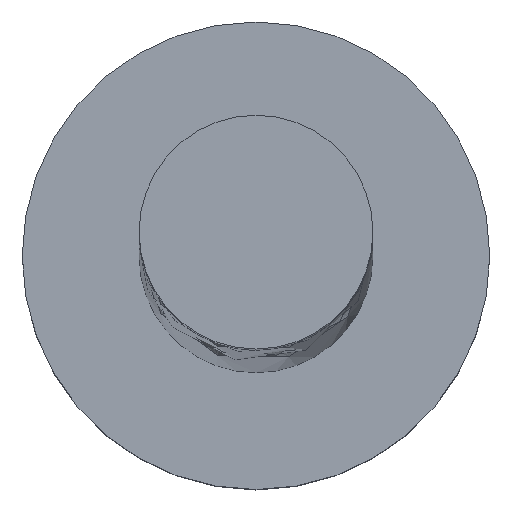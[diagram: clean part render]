
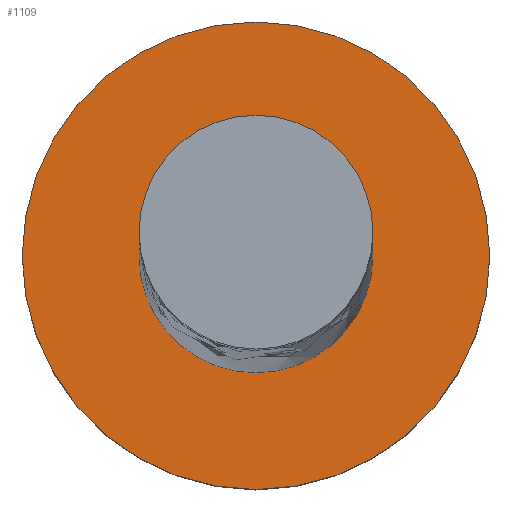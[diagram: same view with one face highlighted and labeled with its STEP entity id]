
A CAD part, top view. The second image highlights one B-rep face of the part: STEP entity #1109.
In plain terms, the highlighted planar face has unit normal (0, 0, 1).
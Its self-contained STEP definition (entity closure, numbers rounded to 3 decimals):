
#10 = DIRECTION ( 'NONE',  ( 0., 0., 1. ) ) ;
#29 = CARTESIAN_POINT ( 'NONE',  ( 1.5, 0., 3. ) ) ;
#62 = EDGE_CURVE ( 'NONE', #969, #1489, #670, .T. ) ;
#188 = AXIS2_PLACEMENT_3D ( 'NONE', #1434, #933, #1188 ) ;
#201 = ORIENTED_EDGE ( 'NONE', *, *, #62, .F. ) ;
#288 = CARTESIAN_POINT ( 'NONE',  ( 0., 0., 3. ) ) ;
#327 = AXIS2_PLACEMENT_3D ( 'NONE', #288, #1325, #1318 ) ;
#372 = VERTEX_POINT ( 'NONE', #815 ) ;
#394 = DIRECTION ( 'NONE',  ( 1., 0., 0. ) ) ;
#430 = EDGE_CURVE ( 'NONE', #372, #568, #978, .T. ) ;
#442 = AXIS2_PLACEMENT_3D ( 'NONE', #988, #868, #932 ) ;
#443 = ORIENTED_EDGE ( 'NONE', *, *, #1126, .F. ) ;
#489 = FACE_BOUND ( 'NONE', #1588, .T. ) ;
#568 = VERTEX_POINT ( 'NONE', #802 ) ;
#592 = CIRCLE ( 'NONE', #442, 1.5 ) ;
#670 = CIRCLE ( 'NONE', #1006, 1.5 ) ;
#726 = AXIS2_PLACEMENT_3D ( 'NONE', #1136, #10, #394 ) ;
#737 = CARTESIAN_POINT ( 'NONE',  ( -1.5, 0., 3. ) ) ;
#757 = PLANE ( 'NONE',  #726 ) ;
#802 = CARTESIAN_POINT ( 'NONE',  ( 3., 0., 3. ) ) ;
#815 = CARTESIAN_POINT ( 'NONE',  ( -3., 0., 3. ) ) ;
#868 = DIRECTION ( 'NONE',  ( 0., 0., 1. ) ) ;
#930 = DIRECTION ( 'NONE',  ( 0., 0., 1. ) ) ;
#932 = DIRECTION ( 'NONE',  ( 1., 0., 0. ) ) ;
#933 = DIRECTION ( 'NONE',  ( 0., 0., 1. ) ) ;
#955 = ORIENTED_EDGE ( 'NONE', *, *, #430, .T. ) ;
#969 = VERTEX_POINT ( 'NONE', #737 ) ;
#978 = CIRCLE ( 'NONE', #188, 3. ) ;
#988 = CARTESIAN_POINT ( 'NONE',  ( 0., 0., 3. ) ) ;
#1006 = AXIS2_PLACEMENT_3D ( 'NONE', #1174, #930, #1439 ) ;
#1109 = ADVANCED_FACE ( 'NONE', ( #489, #1531 ), #757, .T. ) ;
#1126 = EDGE_CURVE ( 'NONE', #1489, #969, #592, .T. ) ;
#1136 = CARTESIAN_POINT ( 'NONE',  ( 0., 0., 3. ) ) ;
#1174 = CARTESIAN_POINT ( 'NONE',  ( 0., 0., 3. ) ) ;
#1188 = DIRECTION ( 'NONE',  ( 1., 0., 0. ) ) ;
#1228 = EDGE_LOOP ( 'NONE', ( #955, #1295 ) ) ;
#1250 = EDGE_CURVE ( 'NONE', #568, #372, #1387, .T. ) ;
#1295 = ORIENTED_EDGE ( 'NONE', *, *, #1250, .T. ) ;
#1318 = DIRECTION ( 'NONE',  ( 1., 0., 0. ) ) ;
#1325 = DIRECTION ( 'NONE',  ( 0., 0., 1. ) ) ;
#1387 = CIRCLE ( 'NONE', #327, 3. ) ;
#1434 = CARTESIAN_POINT ( 'NONE',  ( 0., 0., 3. ) ) ;
#1439 = DIRECTION ( 'NONE',  ( 1., 0., 0. ) ) ;
#1489 = VERTEX_POINT ( 'NONE', #29 ) ;
#1531 = FACE_OUTER_BOUND ( 'NONE', #1228, .T. ) ;
#1588 = EDGE_LOOP ( 'NONE', ( #201, #443 ) ) ;
